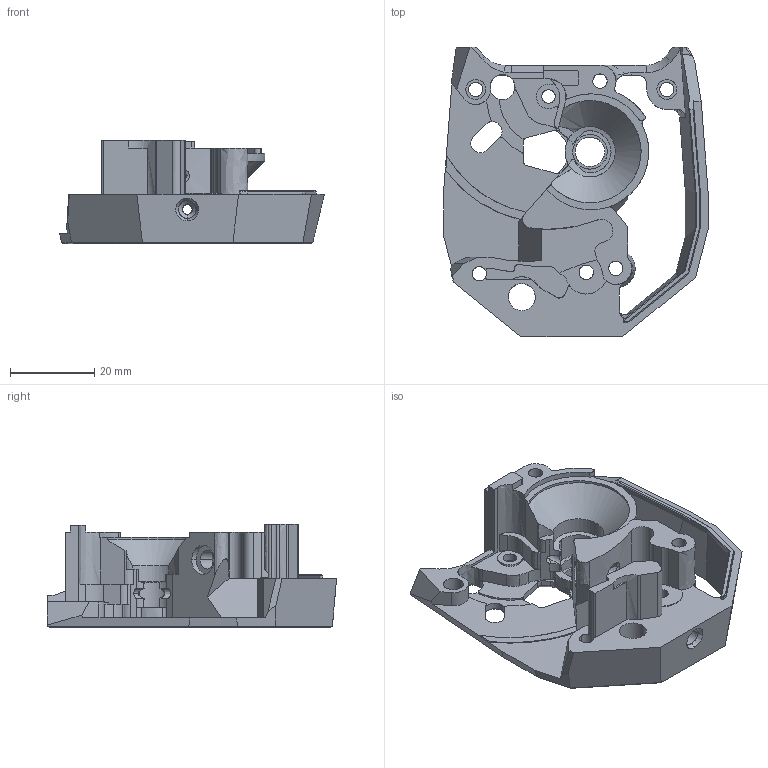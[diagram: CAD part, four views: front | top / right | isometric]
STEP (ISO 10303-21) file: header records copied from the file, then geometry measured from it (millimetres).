
FILE_DESCRIPTION(/* description */ (''),/* implementation_level */ '2;1');
FILE_NAME(/* name */ 'CW2_MotorPlate_0.2mm',/* time_stamp */ '2022-11-05T16:11:26+09:00',/* author */ (''),/* organization */ (''),/* preprocessor_version */ 'ST-DEVELOPER v18.1',/* originating_system */ '',/* authorisation */ '');
FILE_SCHEMA (('AUTOMOTIVE_DESIGN { 1 0 10303 214 3 1 1 }'));
Length unit declared in the file: millimetre
Bounding box: 62.85 x 68.69 x 24.7 mm (x, y, z)
Volume: 24499.4 mm3; surface area: 14753.1 mm2
Topology: 1 solids, 1 shells, 599 faces, 1620 edges, 1033 vertices
Faces by surface type: bspline 599
Entity records: 26089 total; most frequent: CARTESIAN_POINT 17428, ORIENTED_EDGE 3240, EDGE_CURVE 1620, VERTEX_POINT 1033, EDGE_LOOP 641, FACE_OUTER_BOUND 599, ADVANCED_FACE 599, B_SPLINE_CURVE_WITH_KNOTS 464
